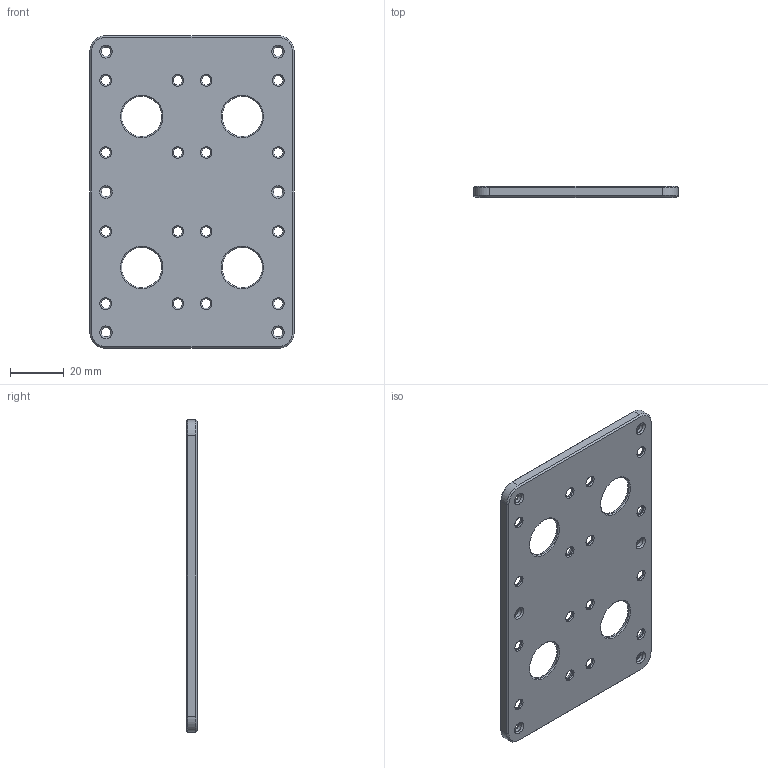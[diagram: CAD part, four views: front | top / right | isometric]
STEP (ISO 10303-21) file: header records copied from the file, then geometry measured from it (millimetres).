
FILE_DESCRIPTION(/* description */ (''),/* implementation_level */ '2;1');
FILE_NAME(/* name */ 'Blank2x2Panel.step',/* time_stamp */ '2020-12-28T21:28:01+01:00',/* author */ (''),/* organization */ (''),/* preprocessor_version */ 'ST-DEVELOPER v18.1',/* originating_system */ 'Autodesk Translation Framework v9.7.1.1290',/* authorisation */ '');
FILE_SCHEMA (('AUTOMOTIVE_DESIGN { 1 0 10303 214 3 1 1 }'));
Length unit declared in the file: millimetre
Products named in the file (2): PanelMountedWaterproof; Blank 4 - 2x2 - Connector Panel
Assembly tree (1 placements, depth 2):
  PanelMountedWaterproof
    Blank 4 - 2x2 - Connector Panel
Bounding box: 76 x 4 x 116.4 mm (x, y, z)
Volume: 18257.9 mm3; surface area: 19317.3 mm2
Topology: 1 solids, 1 shells, 125 faces, 312 edges, 194 vertices
Faces by surface type: cylinder 46, cone 40, plane 39
Full cylindrical faces by diameter (mm): 3.5 x22, 15 x4
Entity records: 3885 total; most frequent: DIRECTION 706, CARTESIAN_POINT 634, ORIENTED_EDGE 624, EDGE_CURVE 312, AXIS2_PLACEMENT_3D 266, VERTEX_POINT 194, EDGE_LOOP 182, LINE 174
